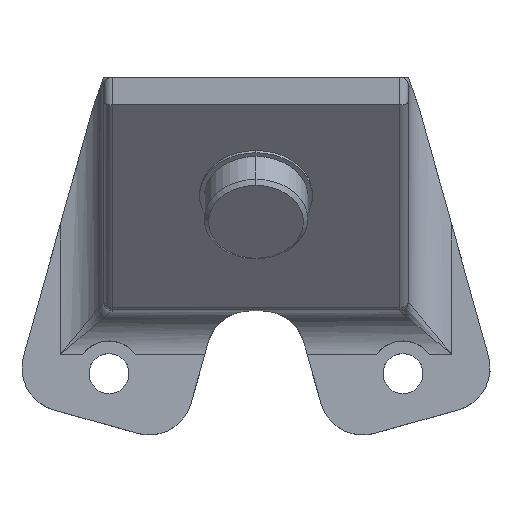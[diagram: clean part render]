
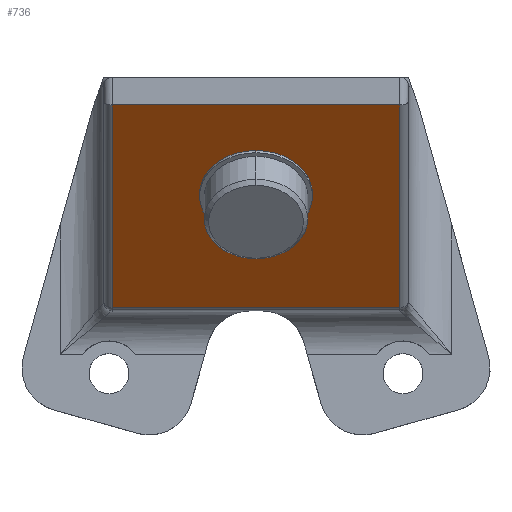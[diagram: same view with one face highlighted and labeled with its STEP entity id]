
A CAD part, top view. The second image highlights one B-rep face of the part: STEP entity #736.
In plain terms, the highlighted planar face has unit normal (0, -0.643, 0.766).
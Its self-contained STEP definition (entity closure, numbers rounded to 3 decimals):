
#15 = EDGE_CURVE ( 'NONE', #1296, #1536, #1443, .T. ) ;
#32 = CARTESIAN_POINT ( 'NONE',  ( 1., 0.238, -12.05 ) ) ;
#44 = AXIS2_PLACEMENT_3D ( 'NONE', #1769, #1624, #445 ) ;
#45 = ORIENTED_EDGE ( 'NONE', *, *, #689, .T. ) ;
#218 = VECTOR ( 'NONE', #379, 1000. ) ;
#219 = CARTESIAN_POINT ( 'NONE',  ( 34., 0.238, -12.05 ) ) ;
#246 = ORIENTED_EDGE ( 'NONE', *, *, #15, .T. ) ;
#279 = CARTESIAN_POINT ( 'NONE',  ( 35., 0.238, -12.05 ) ) ;
#299 = FACE_BOUND ( 'NONE', #1493, .T. ) ;
#315 = DIRECTION ( 'NONE',  ( 0., 0.766, 0.643 ) ) ;
#361 = CIRCLE ( 'NONE', #487, 6.5 ) ;
#379 = DIRECTION ( 'NONE',  ( 0., 0.766, 0.643 ) ) ;
#442 = VERTEX_POINT ( 'NONE', #708 ) ;
#443 = VECTOR ( 'NONE', #508, 1000. ) ;
#445 = DIRECTION ( 'NONE',  ( 0., 0.766, 0.643 ) ) ;
#487 = AXIS2_PLACEMENT_3D ( 'NONE', #1399, #1694, #315 ) ;
#495 = CIRCLE ( 'NONE', #44, 6.5 ) ;
#508 = DIRECTION ( 'NONE',  ( 0., -0.766, -0.643 ) ) ;
#515 = AXIS2_PLACEMENT_3D ( 'NONE', #279, #734, #1334 ) ;
#549 = LINE ( 'NONE', #1922, #1332 ) ;
#574 = CARTESIAN_POINT ( 'NONE',  ( 17.5, 18.623, 3.377 ) ) ;
#610 = EDGE_CURVE ( 'NONE', #442, #1142, #1120, .T. ) ;
#651 = EDGE_CURVE ( 'NONE', #1142, #1296, #549, .T. ) ;
#689 = EDGE_CURVE ( 'NONE', #1536, #442, #1024, .T. ) ;
#708 = CARTESIAN_POINT ( 'NONE',  ( 34., 0.595, -11.75 ) ) ;
#734 = DIRECTION ( 'NONE',  ( 0., 0.643, -0.766 ) ) ;
#736 = ADVANCED_FACE ( 'NONE', ( #1060, #299 ), #1823, .F. ) ;
#743 = CARTESIAN_POINT ( 'NONE',  ( 35., 0.595, -11.75 ) ) ;
#892 = CARTESIAN_POINT ( 'NONE',  ( 34., 23.846, 7.76 ) ) ;
#897 = VECTOR ( 'NONE', #1171, 1000. ) ;
#1024 = LINE ( 'NONE', #743, #897 ) ;
#1060 = FACE_OUTER_BOUND ( 'NONE', #1736, .T. ) ;
#1077 = CARTESIAN_POINT ( 'NONE',  ( 1., 23.846, 7.76 ) ) ;
#1120 = LINE ( 'NONE', #219, #218 ) ;
#1142 = VERTEX_POINT ( 'NONE', #892 ) ;
#1171 = DIRECTION ( 'NONE',  ( 1., 0., 0. ) ) ;
#1213 = CARTESIAN_POINT ( 'NONE',  ( 17.5, 8.664, -4.979 ) ) ;
#1296 = VERTEX_POINT ( 'NONE', #1077 ) ;
#1332 = VECTOR ( 'NONE', #1784, 1000. ) ;
#1334 = DIRECTION ( 'NONE',  ( 0., 0.766, 0.643 ) ) ;
#1349 = EDGE_CURVE ( 'NONE', #1700, #1660, #361, .T. ) ;
#1376 = ORIENTED_EDGE ( 'NONE', *, *, #610, .T. ) ;
#1399 = CARTESIAN_POINT ( 'NONE',  ( 17.5, 13.644, -0.801 ) ) ;
#1443 = LINE ( 'NONE', #32, #443 ) ;
#1493 = EDGE_LOOP ( 'NONE', ( #1825, #1528 ) ) ;
#1528 = ORIENTED_EDGE ( 'NONE', *, *, #1349, .F. ) ;
#1534 = EDGE_CURVE ( 'NONE', #1660, #1700, #495, .T. ) ;
#1536 = VERTEX_POINT ( 'NONE', #1968 ) ;
#1624 = DIRECTION ( 'NONE',  ( 0., -0.643, 0.766 ) ) ;
#1660 = VERTEX_POINT ( 'NONE', #574 ) ;
#1694 = DIRECTION ( 'NONE',  ( 0., -0.643, 0.766 ) ) ;
#1700 = VERTEX_POINT ( 'NONE', #1213 ) ;
#1736 = EDGE_LOOP ( 'NONE', ( #1945, #246, #45, #1376 ) ) ;
#1769 = CARTESIAN_POINT ( 'NONE',  ( 17.5, 13.644, -0.801 ) ) ;
#1784 = DIRECTION ( 'NONE',  ( -1., 0., 0. ) ) ;
#1823 = PLANE ( 'NONE',  #515 ) ;
#1825 = ORIENTED_EDGE ( 'NONE', *, *, #1534, .F. ) ;
#1922 = CARTESIAN_POINT ( 'NONE',  ( 35., 23.846, 7.76 ) ) ;
#1945 = ORIENTED_EDGE ( 'NONE', *, *, #651, .T. ) ;
#1968 = CARTESIAN_POINT ( 'NONE',  ( 1., 0.595, -11.75 ) ) ;
